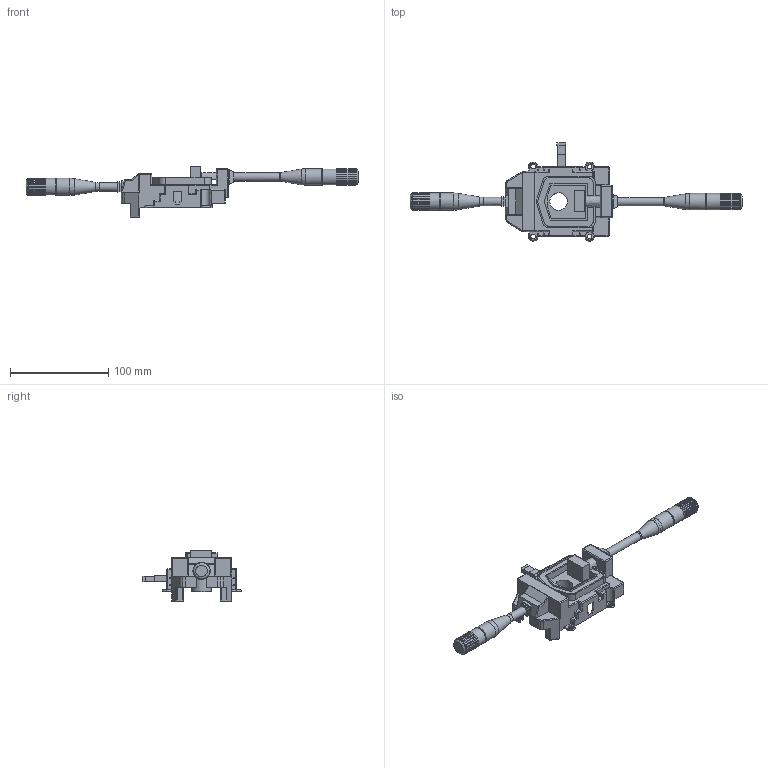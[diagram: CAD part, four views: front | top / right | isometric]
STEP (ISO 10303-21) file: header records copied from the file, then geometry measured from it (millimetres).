
FILE_DESCRIPTION(('FreeCAD Model'),'2;1');
FILE_NAME('Open CASCADE Shape Model','2025-05-04T11:06:02',('FreeCAD'),( 'FreeCAD'),'Open CASCADE STEP processor 7.6','FreeCAD','Unknown');
FILE_SCHEMA(('AUTOMOTIVE_DESIGN { 1 0 10303 214 1 1 1 1 }'));
Length unit declared in the file: millimetre
Products named in the file (1): Open CASCADE STEP translator 7.6 1
Bounding box: 337.41 x 99.79 x 52.72 mm (x, y, z)
Volume: 55461.1 mm3; surface area: 58758.6 mm2
Topology: 3 solids, 3 shells, 627 faces, 1727 edges, 1113 vertices
Faces by surface type: bspline 627
Entity records: 19426 total; most frequent: CARTESIAN_POINT 9344, ORIENTED_EDGE 3454, EDGE_CURVE 1727, B_SPLINE_CURVE_WITH_KNOTS 1364, VERTEX_POINT 1113, FACE_BOUND 656, EDGE_LOOP 656, ADVANCED_FACE 627
